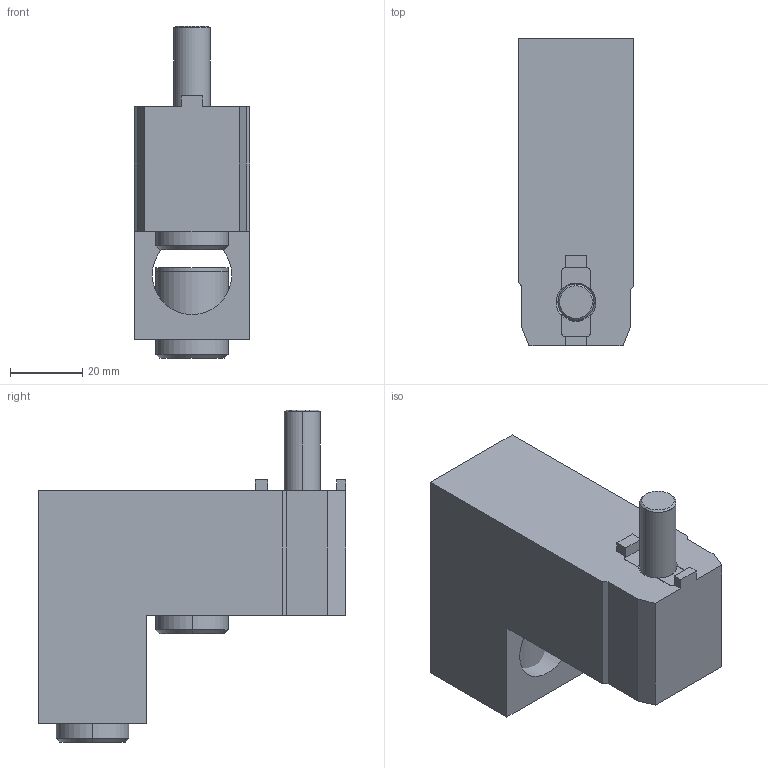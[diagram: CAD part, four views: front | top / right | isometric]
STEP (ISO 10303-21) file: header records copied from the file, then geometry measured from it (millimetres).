
FILE_DESCRIPTION((''),'2;1');
FILE_NAME('MC23-M8-_2__ASM','2021-09-07T08:34:37',('zhxmin'),(''),'CREO PARAMETRIC BY PTC INC, 2018020','CREO PARAMETRIC BY PTC INC, 2018020','');
FILE_SCHEMA(('CONFIG_CONTROL_DESIGN','SHAPE_APPEARANCE_LAYERS_GROUPS'));
Length unit declared in the file: metre
Products named in the file (17): 8ZTD-579-087_SOLID_1_1; 8ZTD-579-087_QUILT_1_1; 8ZTD-579-087_QUILT_2_1; 8ZTD-579-087_QUILT_3_1; 8ZTD-901-045_SOLID_1-1641_1; 8ZTD-901-045_QUILT_1-2146_1; 8ZTD-901-045_SOLID_1-2252_1; 8ZTD-901-045_QUILT_1-2757_1; D10_GB848_1; D10_GB93_1; M10X45_GB70_SOLID_1_1; M10X45_GB70_QUILT_1_1; 5ZTD-574-177_ASM_1_ASM; 5ZTD574172_ASM_1_ASM; NM8-125__ASM_1_ASM; NM8-630_2__ASM_1_ASM; MC23-M8-_2__ASM
Assembly tree (16 placements, depth 4):
  MC23-M8-_2__ASM
    NM8-630_2__ASM_1_ASM
      5ZTD-574-177_ASM_1_ASM
        8ZTD-579-087_SOLID_1_1
        8ZTD-579-087_QUILT_1_1
        8ZTD-579-087_QUILT_2_1
        8ZTD-579-087_QUILT_3_1
        8ZTD-901-045_SOLID_1-1641_1
        8ZTD-901-045_QUILT_1-2146_1
        8ZTD-901-045_SOLID_1-2252_1
        8ZTD-901-045_QUILT_1-2757_1
        D10_GB848_1
        D10_GB93_1
        M10X45_GB70_SOLID_1_1
        M10X45_GB70_QUILT_1_1
      NM8-125__ASM_1_ASM
        5ZTD574172_ASM_1_ASM
Bounding box: 32 x 85 x 91.8 mm (x, y, z)
Volume: 96602 mm3; surface area: 38887.4 mm2
Topology: 6 solids, 12 shells, 179 faces, 416 edges, 256 vertices
Faces by surface type: plane 89, cylinder 48, cone 42
Entity records: 6858 total; most frequent: CARTESIAN_POINT 1538, DIRECTION 968, ORIENTED_EDGE 798, EDGE_CURVE 408, AXIS2_PLACEMENT_3D 381, VERTEX_POINT 256, VECTOR 206, LINE 206
